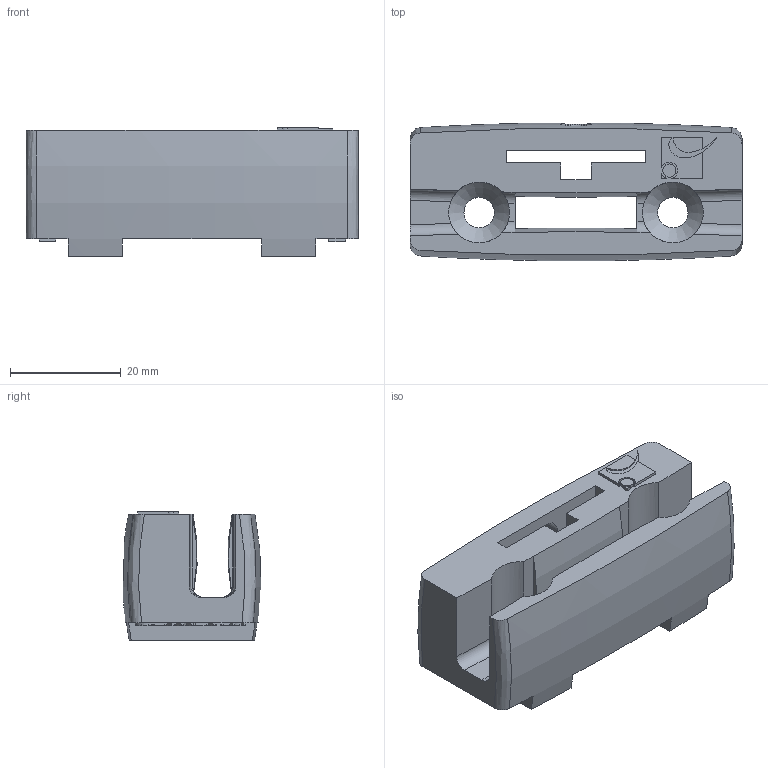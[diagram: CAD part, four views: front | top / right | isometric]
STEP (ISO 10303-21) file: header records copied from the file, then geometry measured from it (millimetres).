
FILE_DESCRIPTION(/* description */ (''),/* implementation_level */ '2;1');
FILE_NAME(/* name */ '21760.stp',/* time_stamp */ '2019-08-16T09:50:14+02:00',/* author */ ('Didierr'),/* organization */ (''),/* preprocessor_version */ 'ST-DEVELOPER v17.2',/* originating_system */ 'Autodesk Inventor 2019',/* authorisation */ '');
FILE_SCHEMA (('AUTOMOTIVE_DESIGN { 1 0 10303 214 3 1 1 }'));
Length unit declared in the file: millimetre
Products named in the file (1): 21760
Bounding box: 60 x 24.85 x 23.3 mm (x, y, z)
Volume: 19119.5 mm3; surface area: 9236.8 mm2
Topology: 1 solids, 1 shells, 287 faces, 778 edges, 512 vertices
Faces by surface type: plane 220, bspline 34, cylinder 27, torus 4, cone 2
Full cylindrical faces by diameter (mm): 2.39 x1, 5.5 x2
Entity records: 9734 total; most frequent: CARTESIAN_POINT 2671, ORIENTED_EDGE 1558, DIRECTION 1255, EDGE_CURVE 779, LINE 603, VECTOR 603, VERTEX_POINT 512, AXIS2_PLACEMENT_3D 326
